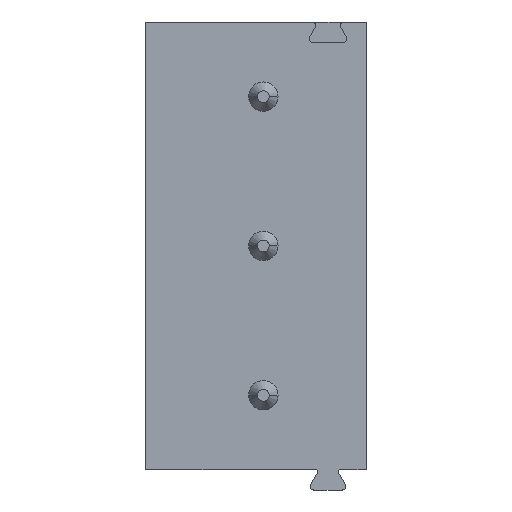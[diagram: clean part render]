
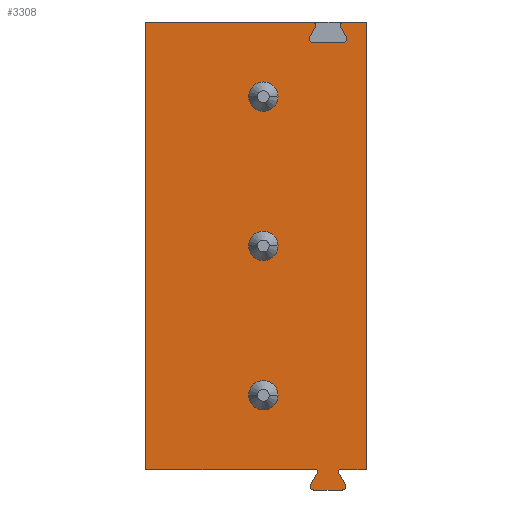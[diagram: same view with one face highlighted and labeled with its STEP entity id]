
A CAD part, front view. The second image highlights one B-rep face of the part: STEP entity #3308.
In plain terms, the highlighted planar face has unit normal (0, -1, 0).
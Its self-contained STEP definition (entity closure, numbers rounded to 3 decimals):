
#21=DIRECTION('',(1.,0.,0.));
#22=VECTOR('',#21,5.652);
#23=CARTESIAN_POINT('',(-3.75,-5.,12.7));
#24=LINE('',#23,#22);
#49=DIRECTION('',(1.,0.,0.));
#50=VECTOR('',#49,0.752);
#51=CARTESIAN_POINT('',(2.998,-5.,12.7));
#52=LINE('',#51,#50);
#93=CARTESIAN_POINT('',(1.902,-5.,12.571));
#94=DIRECTION('',(0.,-1.,0.));
#95=DIRECTION('',(0.866,0.,-0.5));
#96=AXIS2_PLACEMENT_3D('',#93,#94,#95);
#98=DIRECTION('',(-0.5,0.,-0.866));
#99=VECTOR('',#98,0.362);
#100=CARTESIAN_POINT('',(2.013,-5.,12.507));
#101=LINE('',#100,#99);
#102=CARTESIAN_POINT('',(1.944,-5.,12.129));
#103=DIRECTION('',(0.,-1.,0.));
#104=DIRECTION('',(-0.866,0.,0.5));
#105=AXIS2_PLACEMENT_3D('',#102,#103,#104);
#107=DIRECTION('',(1.,0.,0.));
#108=VECTOR('',#107,1.012);
#109=CARTESIAN_POINT('',(1.944,-5.,12.));
#110=LINE('',#109,#108);
#111=CARTESIAN_POINT('',(2.956,-5.,12.129));
#112=DIRECTION('',(0.,-1.,0.));
#113=DIRECTION('',(0.,0.,-1.));
#114=AXIS2_PLACEMENT_3D('',#111,#112,#113);
#116=DIRECTION('',(-0.5,0.,0.866));
#117=VECTOR('',#116,0.362);
#118=CARTESIAN_POINT('',(3.067,-5.,12.193));
#119=LINE('',#118,#117);
#120=CARTESIAN_POINT('',(2.998,-5.,12.571));
#121=DIRECTION('',(0.,-1.,0.));
#122=DIRECTION('',(0.,0.,1.));
#123=AXIS2_PLACEMENT_3D('',#120,#121,#122);
#125=CARTESIAN_POINT('',(2.844,-5.,-2.59));
#126=DIRECTION('',(0.,1.,0.));
#127=DIRECTION('',(-0.866,0.,-0.5));
#128=AXIS2_PLACEMENT_3D('',#125,#126,#127);
#130=DIRECTION('',(-0.5,0.,0.866));
#131=VECTOR('',#130,0.481);
#132=CARTESIAN_POINT('',(3.041,-5.,-3.032));
#133=LINE('',#132,#131);
#134=CARTESIAN_POINT('',(2.93,-5.,-3.096));
#135=DIRECTION('',(0.,-1.,0.));
#136=DIRECTION('',(0.,0.,-1.));
#137=AXIS2_PLACEMENT_3D('',#134,#135,#136);
#139=DIRECTION('',(1.,0.,0.));
#140=VECTOR('',#139,0.96);
#141=CARTESIAN_POINT('',(1.97,-5.,-3.225));
#142=LINE('',#141,#140);
#143=CARTESIAN_POINT('',(1.97,-5.,-3.096));
#144=DIRECTION('',(0.,-1.,0.));
#145=DIRECTION('',(-0.866,0.,0.5));
#146=AXIS2_PLACEMENT_3D('',#143,#144,#145);
#148=DIRECTION('',(-0.5,0.,-0.866));
#149=VECTOR('',#148,0.481);
#150=CARTESIAN_POINT('',(2.099,-5.,-2.615));
#151=LINE('',#150,#149);
#152=CARTESIAN_POINT('',(2.056,-5.,-2.59));
#153=DIRECTION('',(0.,1.,0.));
#154=DIRECTION('',(0.,0.,1.));
#155=AXIS2_PLACEMENT_3D('',#152,#153,#154);
#157=DIRECTION('',(0.,0.,-1.));
#158=VECTOR('',#157,15.24);
#159=CARTESIAN_POINT('',(-3.75,-5.,12.7));
#160=LINE('',#159,#158);
#161=CARTESIAN_POINT('',(0.25,-5.,0.));
#162=DIRECTION('',(0.,1.,0.));
#163=DIRECTION('',(-1.,0.,0.));
#164=AXIS2_PLACEMENT_3D('',#161,#162,#163);
#166=CARTESIAN_POINT('',(0.25,-5.,0.));
#167=DIRECTION('',(0.,1.,0.));
#168=DIRECTION('',(1.,0.,0.));
#169=AXIS2_PLACEMENT_3D('',#166,#167,#168);
#171=CARTESIAN_POINT('',(0.25,-5.,5.08));
#172=DIRECTION('',(0.,1.,0.));
#173=DIRECTION('',(-1.,0.,0.));
#174=AXIS2_PLACEMENT_3D('',#171,#172,#173);
#176=CARTESIAN_POINT('',(0.25,-5.,5.08));
#177=DIRECTION('',(0.,1.,0.));
#178=DIRECTION('',(1.,0.,0.));
#179=AXIS2_PLACEMENT_3D('',#176,#177,#178);
#181=CARTESIAN_POINT('',(0.25,-5.,10.16));
#182=DIRECTION('',(0.,1.,0.));
#183=DIRECTION('',(-1.,0.,0.));
#184=AXIS2_PLACEMENT_3D('',#181,#182,#183);
#186=CARTESIAN_POINT('',(0.25,-5.,10.16));
#187=DIRECTION('',(0.,1.,0.));
#188=DIRECTION('',(1.,0.,0.));
#189=AXIS2_PLACEMENT_3D('',#186,#187,#188);
#211=DIRECTION('',(0.,0.,-1.));
#212=VECTOR('',#211,15.24);
#213=CARTESIAN_POINT('',(3.75,-5.,12.7));
#214=LINE('',#213,#212);
#1263=DIRECTION('',(1.,0.,0.));
#1264=VECTOR('',#1263,0.906);
#1265=CARTESIAN_POINT('',(2.844,-5.,-2.54));
#1266=LINE('',#1265,#1264);
#1291=DIRECTION('',(1.,0.,0.));
#1292=VECTOR('',#1291,5.806);
#1293=CARTESIAN_POINT('',(-3.75,-5.,-2.54));
#1294=LINE('',#1293,#1292);
#2543=CARTESIAN_POINT('',(-3.75,-5.,12.7));
#2544=VERTEX_POINT('',#2543);
#2545=CARTESIAN_POINT('',(3.75,-5.,12.7));
#2547=VERTEX_POINT('',#2545);
#2557=CARTESIAN_POINT('',(-3.75,-5.,-2.54));
#2558=VERTEX_POINT('',#2557);
#2559=CARTESIAN_POINT('',(3.75,-5.,-2.54));
#2561=VERTEX_POINT('',#2559);
#2565=CARTESIAN_POINT('',(3.041,-5.,
-3.032));
#2566=CARTESIAN_POINT('',(2.801,-5.,
-2.615));
#2567=VERTEX_POINT('',#2565);
#2568=VERTEX_POINT('',#2566);
#2569=CARTESIAN_POINT('',(2.099,-5.,
-2.615));
#2570=CARTESIAN_POINT('',(1.859,-5.,
-3.032));
#2571=VERTEX_POINT('',#2569);
#2572=VERTEX_POINT('',#2570);
#2573=CARTESIAN_POINT('',(1.97,-5.,
-3.225));
#2574=VERTEX_POINT('',#2573);
#2575=CARTESIAN_POINT('',(2.93,-5.,
-3.225));
#2576=VERTEX_POINT('',#2575);
#2593=CARTESIAN_POINT('',(2.844,-5.,-2.54));
#2594=VERTEX_POINT('',#2593);
#2595=CARTESIAN_POINT('',(2.056,-5.,-2.54));
#2596=VERTEX_POINT('',#2595);
#2613=CARTESIAN_POINT('',(1.902,-5.,12.7));
#2614=VERTEX_POINT('',#2613);
#2615=CARTESIAN_POINT('',(2.998,-5.,12.7));
#2616=VERTEX_POINT('',#2615);
#2617=CARTESIAN_POINT('',(2.013,-5.,12.507));
#2618=VERTEX_POINT('',#2617);
#2619=CARTESIAN_POINT('',(1.833,-5.,12.193));
#2620=VERTEX_POINT('',#2619);
#2621=CARTESIAN_POINT('',(1.944,-5.,12.));
#2622=VERTEX_POINT('',#2621);
#2623=CARTESIAN_POINT('',(2.956,-5.,12.));
#2624=VERTEX_POINT('',#2623);
#2625=CARTESIAN_POINT('',(3.067,-5.,12.193));
#2626=VERTEX_POINT('',#2625);
#2627=CARTESIAN_POINT('',(2.887,-5.,12.507));
#2628=VERTEX_POINT('',#2627);
#2839=CARTESIAN_POINT('',(-0.25,-5.,0.));
#2840=CARTESIAN_POINT('',(0.75,-5.,0.));
#2841=VERTEX_POINT('',#2839);
#2842=VERTEX_POINT('',#2840);
#2919=CARTESIAN_POINT('',(-0.25,-5.,5.08));
#2920=VERTEX_POINT('',#2919);
#2921=CARTESIAN_POINT('',(0.75,-5.,5.08));
#2922=VERTEX_POINT('',#2921);
#3087=CARTESIAN_POINT('',(-0.25,-5.,10.16));
#3088=VERTEX_POINT('',#3087);
#3089=CARTESIAN_POINT('',(0.75,-5.,10.16));
#3090=VERTEX_POINT('',#3089);
#3246=CARTESIAN_POINT('',(-3.75,-5.,12.7));
#3247=DIRECTION('',(0.,-1.,0.));
#3248=DIRECTION('',(1.,0.,0.));
#3249=AXIS2_PLACEMENT_3D('',#3246,#3247,#3248);
#3250=PLANE('',#3249);
#3252=ORIENTED_EDGE('',*,*,#3251,.F.);
#3254=ORIENTED_EDGE('',*,*,#3253,.T.);
#3256=ORIENTED_EDGE('',*,*,#3255,.T.);
#3258=ORIENTED_EDGE('',*,*,#3257,.T.);
#3260=ORIENTED_EDGE('',*,*,#3259,.T.);
#3262=ORIENTED_EDGE('',*,*,#3261,.T.);
#3263=ORIENTED_EDGE('',*,*,#3238,.F.);
#3264=ORIENTED_EDGE('',*,*,#3202,.T.);
#3266=ORIENTED_EDGE('',*,*,#3265,.T.);
#3268=ORIENTED_EDGE('',*,*,#3267,.F.);
#3270=ORIENTED_EDGE('',*,*,#3269,.F.);
#3272=ORIENTED_EDGE('',*,*,#3271,.F.);
#3274=ORIENTED_EDGE('',*,*,#3273,.F.);
#3276=ORIENTED_EDGE('',*,*,#3275,.F.);
#3278=ORIENTED_EDGE('',*,*,#3277,.F.);
#3280=ORIENTED_EDGE('',*,*,#3279,.F.);
#3282=ORIENTED_EDGE('',*,*,#3281,.F.);
#3284=ORIENTED_EDGE('',*,*,#3283,.F.);
#3286=ORIENTED_EDGE('',*,*,#3285,.F.);
#3287=ORIENTED_EDGE('',*,*,#3188,.T.);
#3288=EDGE_LOOP('',(#3252,#3254,#3256,#3258,#3260,#3262,#3263,#3264,#3266,#3268,
#3270,#3272,#3274,#3276,#3278,#3280,#3282,#3284,#3286,#3287));
#3289=FACE_OUTER_BOUND('',#3288,.F.);
#3291=ORIENTED_EDGE('',*,*,#3290,.F.);
#3293=ORIENTED_EDGE('',*,*,#3292,.F.);
#3294=EDGE_LOOP('',(#3291,#3293));
#3295=FACE_BOUND('',#3294,.F.);
#3297=ORIENTED_EDGE('',*,*,#3296,.F.);
#3299=ORIENTED_EDGE('',*,*,#3298,.F.);
#3300=EDGE_LOOP('',(#3297,#3299));
#3301=FACE_BOUND('',#3300,.F.);
#3303=ORIENTED_EDGE('',*,*,#3302,.F.);
#3305=ORIENTED_EDGE('',*,*,#3304,.F.);
#3306=EDGE_LOOP('',(#3303,#3305));
#3307=FACE_BOUND('',#3306,.F.);
#97=CIRCLE('',#96,0.129);
#106=CIRCLE('',#105,0.129);
#115=CIRCLE('',#114,0.129);
#124=CIRCLE('',#123,0.129);
#129=CIRCLE('',#128,0.05);
#138=CIRCLE('',#137,0.129);
#147=CIRCLE('',#146,0.129);
#156=CIRCLE('',#155,0.05);
#165=CIRCLE('',#164,0.5);
#170=CIRCLE('',#169,0.5);
#175=CIRCLE('',#174,0.5);
#180=CIRCLE('',#179,0.5);
#185=CIRCLE('',#184,0.5);
#190=CIRCLE('',#189,0.5);
#3188=EDGE_CURVE('',#2544,#2614,#24,.T.);
#3202=EDGE_CURVE('',#2616,#2547,#52,.T.);
#3238=EDGE_CURVE('',#2616,#2628,#124,.T.);
#3251=EDGE_CURVE('',#2618,#2614,#97,.T.);
#3253=EDGE_CURVE('',#2618,#2620,#101,.T.);
#3255=EDGE_CURVE('',#2620,#2622,#106,.T.);
#3257=EDGE_CURVE('',#2622,#2624,#110,.T.);
#3259=EDGE_CURVE('',#2624,#2626,#115,.T.);
#3261=EDGE_CURVE('',#2626,#2628,#119,.T.);
#3265=EDGE_CURVE('',#2547,#2561,#214,.T.);
#3267=EDGE_CURVE('',#2594,#2561,#1266,.T.);
#3269=EDGE_CURVE('',#2568,#2594,#129,.T.);
#3271=EDGE_CURVE('',#2567,#2568,#133,.T.);
#3273=EDGE_CURVE('',#2576,#2567,#138,.T.);
#3275=EDGE_CURVE('',#2574,#2576,#142,.T.);
#3277=EDGE_CURVE('',#2572,#2574,#147,.T.);
#3279=EDGE_CURVE('',#2571,#2572,#151,.T.);
#3281=EDGE_CURVE('',#2596,#2571,#156,.T.);
#3283=EDGE_CURVE('',#2558,#2596,#1294,.T.);
#3285=EDGE_CURVE('',#2544,#2558,#160,.T.);
#3290=EDGE_CURVE('',#2841,#2842,#165,.T.);
#3292=EDGE_CURVE('',#2842,#2841,#170,.T.);
#3296=EDGE_CURVE('',#2920,#2922,#175,.T.);
#3298=EDGE_CURVE('',#2922,#2920,#180,.T.);
#3302=EDGE_CURVE('',#3088,#3090,#185,.T.);
#3304=EDGE_CURVE('',#3090,#3088,#190,.T.);
#3308=ADVANCED_FACE('',(#3289,#3295,#3301,#3307),#3250,.T.);
